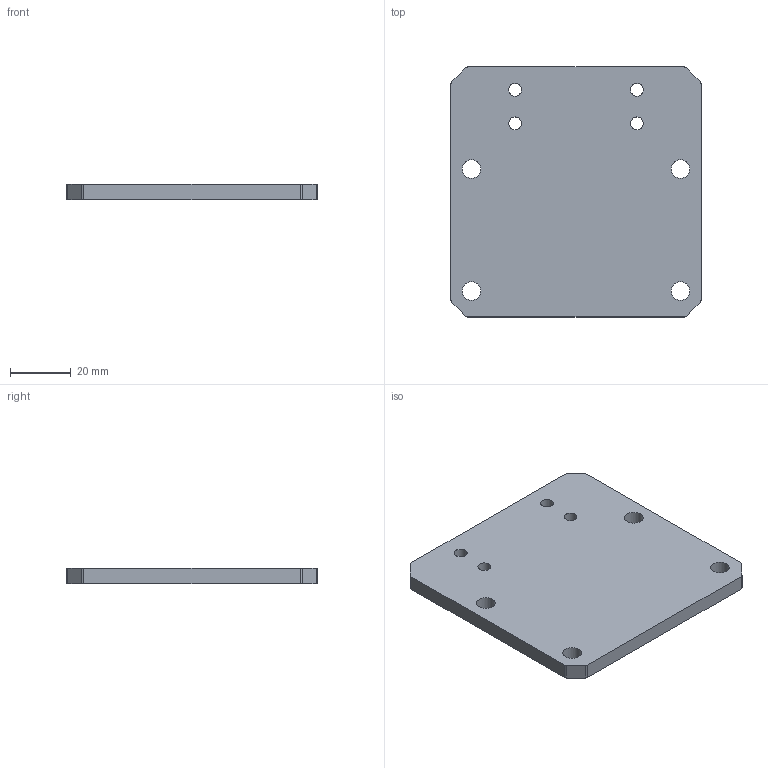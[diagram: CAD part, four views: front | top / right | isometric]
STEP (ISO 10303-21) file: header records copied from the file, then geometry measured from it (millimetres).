
FILE_DESCRIPTION(('HOOPS Exchange Step'),'2;1');
FILE_NAME('export-13CDD762-21FC-4AAA-896C-A75878622E07.stp','2023-04-11T09:52:53+02:00',('Engineering'),('Alibre'),'HOOPS Exchange 2021.0','Alibre','Unknown authorisation');
FILE_SCHEMA( ('AP242_MANAGED_MODEL_BASED_3D_ENGINEERING_MIM_LF {1 0 10303 442 1 1 4 }') );
Length unit declared in the file: millimetre
Products named in the file (1): 3604 Bracket for Siemens Interlock Switch
Bounding box: 82 x 82 x 5 mm (x, y, z)
Volume: 32507.6 mm3; surface area: 15229.9 mm2
Topology: 1 solids, 1 shells, 26 faces, 88 edges, 64 vertices
Faces by surface type: cylinder 16, plane 10
Full cylindrical faces by diameter (mm): 4.2 x4, 6.1 x4
Entity records: 1070 total; most frequent: DIRECTION 192, CARTESIAN_POINT 180, ORIENTED_EDGE 176, EDGE_CURVE 88, AXIS2_PLACEMENT_3D 76, VERTEX_POINT 64, CIRCLE 48, EDGE_LOOP 42
